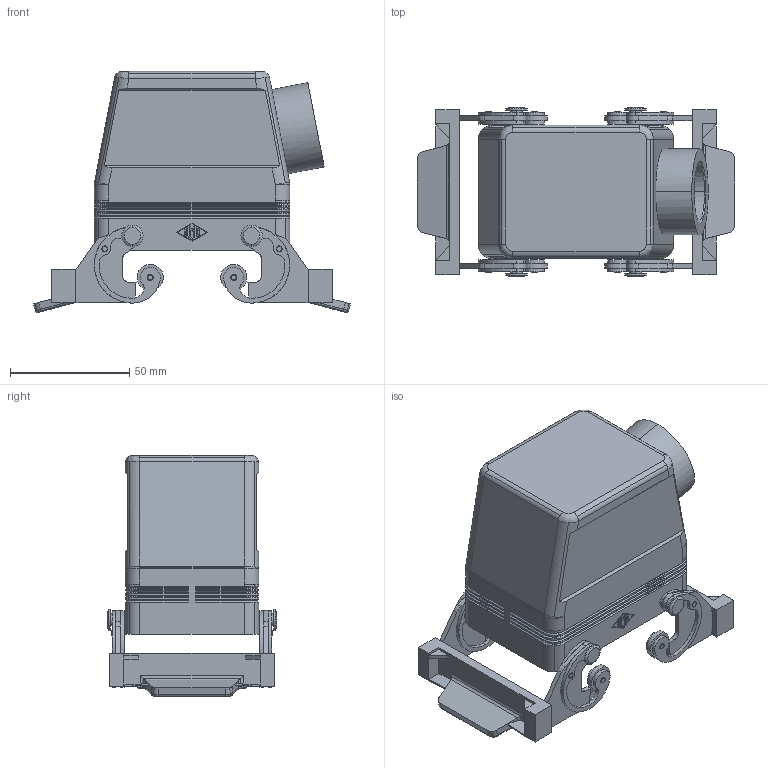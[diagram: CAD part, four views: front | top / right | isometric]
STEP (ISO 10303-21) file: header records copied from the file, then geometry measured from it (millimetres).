
FILE_DESCRIPTION((''),'2;1');
FILE_NAME('MAO 50 X25.stp','2006-12-13T20:27:24',('gembarski'),(''),'Autodesk Inventor 7','Autodesk Inventor 7','');
FILE_SCHEMA(('AUTOMOTIVE_DESIGN { 1 0 10303 214 1 1 1 1 }'));
Length unit declared in the file: millimetre
Products named in the file (1): MAO 50 X25
Bounding box: 133.07 x 71 x 101.22 mm (x, y, z)
Volume: 107269.2 mm3; surface area: 66810.9 mm2
Topology: 1 solids, 5 shells, 891 faces, 2259 edges, 1426 vertices
Faces by surface type: bspline 277, plane 262, cylinder 258, cone 70, torus 20, sphere 4
Entity records: 30436 total; most frequent: CARTESIAN_POINT 9048, ORIENTED_EDGE 4518, DIRECTION 4469, EDGE_CURVE 2259, AXIS2_PLACEMENT_3D 1623, VERTEX_POINT 1426, VECTOR 1223, LINE 1223
